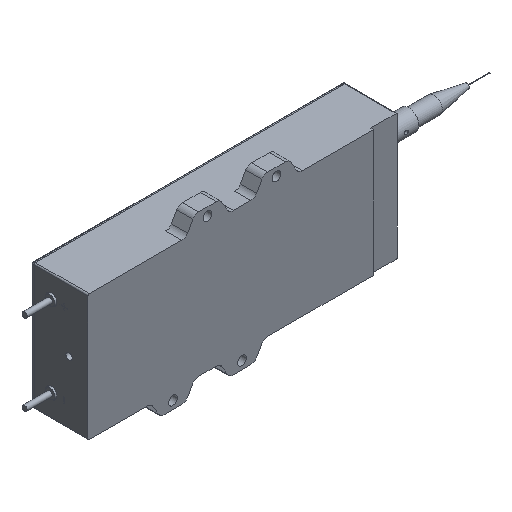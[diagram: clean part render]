
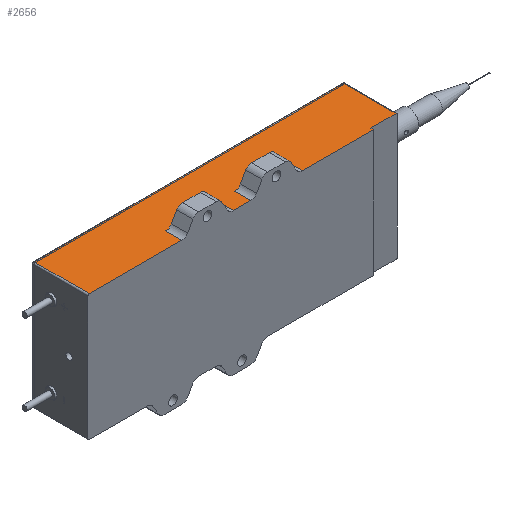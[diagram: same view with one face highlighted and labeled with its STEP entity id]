
A CAD part, isometric view. The second image highlights one B-rep face of the part: STEP entity #2656.
In plain terms, the highlighted planar face has unit normal (0, 0, 1).
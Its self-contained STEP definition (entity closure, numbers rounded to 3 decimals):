
#21 = ORIENTED_EDGE ( 'NONE', *, *, #289, .T. ) ;
#47 = DIRECTION ( 'NONE',  ( 0., 1., 0. ) ) ;
#56 = LINE ( 'NONE', #1361, #2788 ) ;
#76 = EDGE_CURVE ( 'NONE', #2130, #4092, #56, .T. ) ;
#86 = CARTESIAN_POINT ( 'NONE',  ( 43.687, -6.176, 29.5 ) ) ;
#97 = DIRECTION ( 'NONE',  ( -1., 0., 0. ) ) ;
#135 = CARTESIAN_POINT ( 'NONE',  ( 53.687, -5.176, 29.5 ) ) ;
#173 = EDGE_CURVE ( 'NONE', #4200, #2939, #782, .T. ) ;
#289 = EDGE_CURVE ( 'NONE', #1761, #2762, #609, .T. ) ;
#334 = VERTEX_POINT ( 'NONE', #3225 ) ;
#342 = VECTOR ( 'NONE', #4109, 1000. ) ;
#399 = VERTEX_POINT ( 'NONE', #2292 ) ;
#449 = EDGE_CURVE ( 'NONE', #2130, #3802, #969, .T. ) ;
#496 = VECTOR ( 'NONE', #907, 1000. ) ;
#532 = ORIENTED_EDGE ( 'NONE', *, *, #2879, .F. ) ;
#552 = VERTEX_POINT ( 'NONE', #1139 ) ;
#555 = CARTESIAN_POINT ( 'NONE',  ( -69.313, -6.176, 29.5 ) ) ;
#563 = VECTOR ( 'NONE', #3346, 1000. ) ;
#609 = LINE ( 'NONE', #2549, #690 ) ;
#631 = DIRECTION ( 'NONE',  ( 1., 0., 0. ) ) ;
#641 = ORIENTED_EDGE ( 'NONE', *, *, #916, .T. ) ;
#678 = PLANE ( 'NONE',  #3271 ) ;
#690 = VECTOR ( 'NONE', #3203, 1000. ) ;
#773 = LINE ( 'NONE', #3373, #563 ) ;
#780 = CARTESIAN_POINT ( 'NONE',  ( -4.815, -6.176, 29.5 ) ) ;
#782 = LINE ( 'NONE', #1804, #342 ) ;
#814 = CARTESIAN_POINT ( 'NONE',  ( -44.313, 0.174, 29.5 ) ) ;
#832 = VERTEX_POINT ( 'NONE', #3752 ) ;
#907 = DIRECTION ( 'NONE',  ( -1., 0., 0. ) ) ;
#916 = EDGE_CURVE ( 'NONE', #334, #552, #1198, .T. ) ;
#969 = LINE ( 'NONE', #1651, #2254 ) ;
#970 = ORIENTED_EDGE ( 'NONE', *, *, #1822, .F. ) ;
#1043 = ORIENTED_EDGE ( 'NONE', *, *, #4157, .T. ) ;
#1106 = VERTEX_POINT ( 'NONE', #780 ) ;
#1129 = ORIENTED_EDGE ( 'NONE', *, *, #3808, .T. ) ;
#1139 = CARTESIAN_POINT ( 'NONE',  ( -32.148, -6.176, 29.5 ) ) ;
#1172 = VECTOR ( 'NONE', #631, 1000. ) ;
#1176 = CARTESIAN_POINT ( 'NONE',  ( -69.313, -6.176, 29.5 ) ) ;
#1198 = LINE ( 'NONE', #555, #1172 ) ;
#1269 = CARTESIAN_POINT ( 'NONE',  ( 43.687, -5.176, 29.5 ) ) ;
#1315 = VECTOR ( 'NONE', #47, 1000. ) ;
#1361 = CARTESIAN_POINT ( 'NONE',  ( -44.313, 0.174, 29.5 ) ) ;
#1401 = DIRECTION ( 'NONE',  ( 0., -1., 0. ) ) ;
#1480 = ORIENTED_EDGE ( 'NONE', *, *, #3796, .T. ) ;
#1497 = CARTESIAN_POINT ( 'NONE',  ( -68.813, -4.426, 29.5 ) ) ;
#1634 = CARTESIAN_POINT ( 'NONE',  ( -32.148, 0.174, 29.5 ) ) ;
#1642 = CARTESIAN_POINT ( 'NONE',  ( -11.813, 0.174, 29.5 ) ) ;
#1651 = CARTESIAN_POINT ( 'NONE',  ( 15.519, -6.176, 29.5 ) ) ;
#1686 = DIRECTION ( 'NONE',  ( 0., -1., 0. ) ) ;
#1687 = CARTESIAN_POINT ( 'NONE',  ( -4.815, 0.174, 29.5 ) ) ;
#1718 = DIRECTION ( 'NONE',  ( 0., 0., -1. ) ) ;
#1761 = VERTEX_POINT ( 'NONE', #1642 ) ;
#1804 = CARTESIAN_POINT ( 'NONE',  ( 43.687, -5.176, 29.5 ) ) ;
#1819 = DIRECTION ( 'NONE',  ( -1., 0., 0. ) ) ;
#1822 = EDGE_CURVE ( 'NONE', #2939, #3835, #3503, .T. ) ;
#1906 = LINE ( 'NONE', #2903, #496 ) ;
#1987 = VECTOR ( 'NONE', #2678, 1000. ) ;
#2074 = VECTOR ( 'NONE', #2473, 1000. ) ;
#2130 = VERTEX_POINT ( 'NONE', #2876 ) ;
#2154 = CARTESIAN_POINT ( 'NONE',  ( 15.519, -6.176, 29.5 ) ) ;
#2254 = VECTOR ( 'NONE', #1401, 1000. ) ;
#2292 = CARTESIAN_POINT ( 'NONE',  ( -68.813, 15.724, 29.5 ) ) ;
#2297 = CARTESIAN_POINT ( 'NONE',  ( -11.813, -6.176, 29.5 ) ) ;
#2340 = ORIENTED_EDGE ( 'NONE', *, *, #2657, .T. ) ;
#2358 = CARTESIAN_POINT ( 'NONE',  ( 53.687, -4.426, 29.5 ) ) ;
#2375 = LINE ( 'NONE', #1634, #3847 ) ;
#2467 = ORIENTED_EDGE ( 'NONE', *, *, #449, .T. ) ;
#2473 = DIRECTION ( 'NONE',  ( 0., -1., 0. ) ) ;
#2549 = CARTESIAN_POINT ( 'NONE',  ( -11.813, -6.176, 29.5 ) ) ;
#2654 = DIRECTION ( 'NONE',  ( -1., 0., 0. ) ) ;
#2656 = ADVANCED_FACE ( 'NONE', ( #3978 ), #678, .F. ) ;
#2657 = EDGE_CURVE ( 'NONE', #4200, #832, #3890, .T. ) ;
#2660 = ORIENTED_EDGE ( 'NONE', *, *, #3023, .F. ) ;
#2678 = DIRECTION ( 'NONE',  ( 0., 1., 0. ) ) ;
#2699 = LINE ( 'NONE', #814, #3764 ) ;
#2704 = DIRECTION ( 'NONE',  ( 1., 0., 0. ) ) ;
#2741 = ORIENTED_EDGE ( 'NONE', *, *, #173, .F. ) ;
#2762 = VERTEX_POINT ( 'NONE', #2297 ) ;
#2788 = VECTOR ( 'NONE', #2654, 1000. ) ;
#2790 = LINE ( 'NONE', #1176, #3164 ) ;
#2876 = CARTESIAN_POINT ( 'NONE',  ( 15.519, 0.174, 29.5 ) ) ;
#2879 = EDGE_CURVE ( 'NONE', #1761, #3755, #2699, .T. ) ;
#2903 = CARTESIAN_POINT ( 'NONE',  ( -13.314, -6.176, 29.5 ) ) ;
#2939 = VERTEX_POINT ( 'NONE', #1269 ) ;
#3023 = EDGE_CURVE ( 'NONE', #399, #832, #773, .T. ) ;
#3036 = CARTESIAN_POINT ( 'NONE',  ( -4.815, 0.174, 29.5 ) ) ;
#3067 = EDGE_CURVE ( 'NONE', #1106, #4092, #3627, .T. ) ;
#3125 = EDGE_CURVE ( 'NONE', #1106, #2762, #1906, .T. ) ;
#3159 = EDGE_LOOP ( 'NONE', ( #3551, #2467, #1480, #970, #2741, #2340, #2660, #1129, #641, #1043, #532, #21, #3841, #3269 ) ) ;
#3164 = VECTOR ( 'NONE', #2704, 1000. ) ;
#3203 = DIRECTION ( 'NONE',  ( 0., -1., 0. ) ) ;
#3225 = CARTESIAN_POINT ( 'NONE',  ( -68.813, -6.176, 29.5 ) ) ;
#3269 = ORIENTED_EDGE ( 'NONE', *, *, #3067, .T. ) ;
#3271 = AXIS2_PLACEMENT_3D ( 'NONE', #3333, #1718, #97 ) ;
#3333 = CARTESIAN_POINT ( 'NONE',  ( -69.313, -4.426, 29.5 ) ) ;
#3346 = DIRECTION ( 'NONE',  ( 1., 0., 0. ) ) ;
#3358 = DIRECTION ( 'NONE',  ( 0., 1., 0. ) ) ;
#3373 = CARTESIAN_POINT ( 'NONE',  ( -69.313, 15.724, 29.5 ) ) ;
#3503 = LINE ( 'NONE', #86, #3772 ) ;
#3551 = ORIENTED_EDGE ( 'NONE', *, *, #76, .F. ) ;
#3601 = CARTESIAN_POINT ( 'NONE',  ( -32.148, 0.174, 29.5 ) ) ;
#3627 = LINE ( 'NONE', #1687, #1315 ) ;
#3752 = CARTESIAN_POINT ( 'NONE',  ( 53.687, 15.724, 29.5 ) ) ;
#3755 = VERTEX_POINT ( 'NONE', #3601 ) ;
#3764 = VECTOR ( 'NONE', #1819, 1000. ) ;
#3772 = VECTOR ( 'NONE', #1686, 1000. ) ;
#3796 = EDGE_CURVE ( 'NONE', #3802, #3835, #2790, .T. ) ;
#3802 = VERTEX_POINT ( 'NONE', #2154 ) ;
#3808 = EDGE_CURVE ( 'NONE', #399, #334, #4049, .T. ) ;
#3835 = VERTEX_POINT ( 'NONE', #4006 ) ;
#3841 = ORIENTED_EDGE ( 'NONE', *, *, #3125, .F. ) ;
#3847 = VECTOR ( 'NONE', #3358, 1000. ) ;
#3890 = LINE ( 'NONE', #2358, #1987 ) ;
#3978 = FACE_OUTER_BOUND ( 'NONE', #3159, .T. ) ;
#4006 = CARTESIAN_POINT ( 'NONE',  ( 43.687, -6.176, 29.5 ) ) ;
#4049 = LINE ( 'NONE', #1497, #2074 ) ;
#4092 = VERTEX_POINT ( 'NONE', #3036 ) ;
#4109 = DIRECTION ( 'NONE',  ( -1., 0., 0. ) ) ;
#4157 = EDGE_CURVE ( 'NONE', #552, #3755, #2375, .T. ) ;
#4200 = VERTEX_POINT ( 'NONE', #135 ) ;
